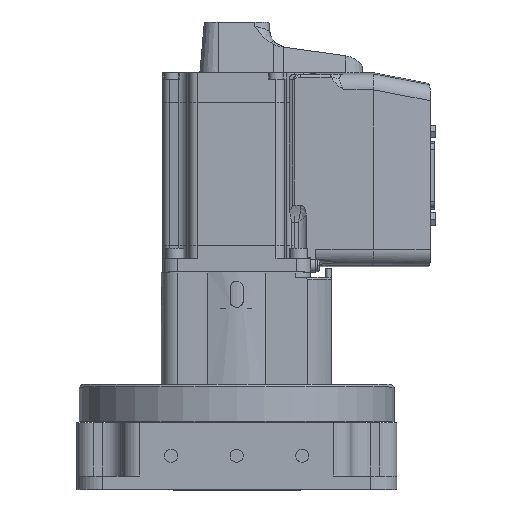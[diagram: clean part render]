
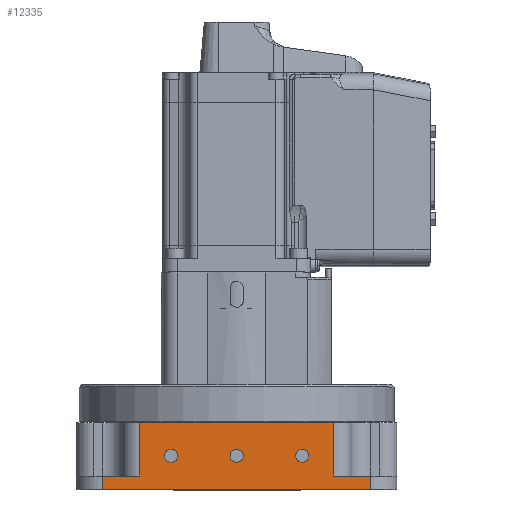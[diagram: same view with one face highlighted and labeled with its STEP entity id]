
A CAD part, top view. The second image highlights one B-rep face of the part: STEP entity #12335.
In plain terms, the highlighted planar face has unit normal (0, 0, 1).
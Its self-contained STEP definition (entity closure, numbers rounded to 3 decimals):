
#282 = AXIS2_PLACEMENT_3D ( 'NONE', #29472, #27146, #1444 ) ;
#527 = AXIS2_PLACEMENT_3D ( 'NONE', #23734, #23887, #25608 ) ;
#1096 = EDGE_CURVE ( 'NONE', #3558, #2151, #24109, .T. ) ;
#1444 = DIRECTION ( 'NONE',  ( 1., 0., 0. ) ) ;
#1614 = CARTESIAN_POINT ( 'NONE',  ( 37.1, 25.38, 61. ) ) ;
#1720 = CARTESIAN_POINT ( 'NONE',  ( 37.1, 5., 61. ) ) ;
#1911 = FACE_BOUND ( 'NONE', #8709, .T. ) ;
#2086 = CARTESIAN_POINT ( 'NONE',  ( 22.5, 12.7, 61. ) ) ;
#2151 = VERTEX_POINT ( 'NONE', #2716 ) ;
#2180 = CIRCLE ( 'NONE', #6128, 2.5 ) ;
#2323 = EDGE_CURVE ( 'NONE', #10350, #8019, #18557, .T. ) ;
#2438 = CARTESIAN_POINT ( 'NONE',  ( -37.1, 5., 61. ) ) ;
#2536 = EDGE_LOOP ( 'NONE', ( #16711, #9874 ) ) ;
#2716 = CARTESIAN_POINT ( 'NONE',  ( -37.1, 5., 61. ) ) ;
#3138 = DIRECTION ( 'NONE',  ( 1., 0., 0. ) ) ;
#3314 = ORIENTED_EDGE ( 'NONE', *, *, #1096, .T. ) ;
#3522 = CARTESIAN_POINT ( 'NONE',  ( -27.5, 12.7, 61. ) ) ;
#3558 = VERTEX_POINT ( 'NONE', #25923 ) ;
#3747 = EDGE_CURVE ( 'NONE', #19175, #15678, #2180, .T. ) ;
#4007 = DIRECTION ( 'NONE',  ( 1., 0., 0. ) ) ;
#4972 = EDGE_CURVE ( 'NONE', #15678, #19175, #19517, .T. ) ;
#5216 = AXIS2_PLACEMENT_3D ( 'NONE', #18775, #26966, #3138 ) ;
#5964 = CIRCLE ( 'NONE', #15842, 2.5 ) ;
#6119 = LINE ( 'NONE', #23143, #17944 ) ;
#6128 = AXIS2_PLACEMENT_3D ( 'NONE', #24952, #24655, #20142 ) ;
#6219 = VECTOR ( 'NONE', #17274, 1000. ) ;
#6400 = FACE_OUTER_BOUND ( 'NONE', #11802, .T. ) ;
#6644 = CARTESIAN_POINT ( 'NONE',  ( 25., 12.7, 61. ) ) ;
#7038 = CARTESIAN_POINT ( 'NONE',  ( 27.5, 12.7, 61. ) ) ;
#7580 = EDGE_CURVE ( 'NONE', #16812, #14920, #21125, .T. ) ;
#7740 = EDGE_CURVE ( 'NONE', #21176, #2151, #23641, .T. ) ;
#7808 = AXIS2_PLACEMENT_3D ( 'NONE', #6644, #13745, #4007 ) ;
#8019 = VERTEX_POINT ( 'NONE', #14432 ) ;
#8500 = VERTEX_POINT ( 'NONE', #23081 ) ;
#8709 = EDGE_LOOP ( 'NONE', ( #23563, #19621 ) ) ;
#9277 = DIRECTION ( 'NONE',  ( 1., 0., 0. ) ) ;
#9874 = ORIENTED_EDGE ( 'NONE', *, *, #2323, .F. ) ;
#10264 = EDGE_CURVE ( 'NONE', #3558, #16702, #17828, .T. ) ;
#10350 = VERTEX_POINT ( 'NONE', #15507 ) ;
#10471 = AXIS2_PLACEMENT_3D ( 'NONE', #28218, #23407, #21080 ) ;
#10878 = CARTESIAN_POINT ( 'NONE',  ( -51., 25.38, 61. ) ) ;
#11085 = VERTEX_POINT ( 'NONE', #17272 ) ;
#11389 = LINE ( 'NONE', #30286, #14212 ) ;
#11566 = EDGE_CURVE ( 'NONE', #14920, #16812, #27206, .T. ) ;
#11802 = EDGE_LOOP ( 'NONE', ( #14550, #26284, #3314, #20407, #18694, #15812, #25415, #27115 ) ) ;
#12335 = ADVANCED_FACE ( 'NONE', ( #16126, #23108, #1911, #6400 ), #22788, .F. ) ;
#13332 = LINE ( 'NONE', #1720, #26973 ) ;
#13390 = DIRECTION ( 'NONE',  ( 0., -1., 0. ) ) ;
#13745 = DIRECTION ( 'NONE',  ( 0., 0., 1. ) ) ;
#13852 = EDGE_CURVE ( 'NONE', #8500, #16111, #13332, .T. ) ;
#13886 = VECTOR ( 'NONE', #13390, 1000. ) ;
#14212 = VECTOR ( 'NONE', #16467, 1000. ) ;
#14411 = EDGE_CURVE ( 'NONE', #22875, #11085, #30477, .T. ) ;
#14432 = CARTESIAN_POINT ( 'NONE',  ( 2.5, 12.7, 61. ) ) ;
#14550 = ORIENTED_EDGE ( 'NONE', *, *, #21556, .F. ) ;
#14784 = EDGE_LOOP ( 'NONE', ( #19788, #24899 ) ) ;
#14920 = VERTEX_POINT ( 'NONE', #2086 ) ;
#15507 = CARTESIAN_POINT ( 'NONE',  ( -2.5, 12.7, 61. ) ) ;
#15678 = VERTEX_POINT ( 'NONE', #25027 ) ;
#15812 = ORIENTED_EDGE ( 'NONE', *, *, #14411, .T. ) ;
#15842 = AXIS2_PLACEMENT_3D ( 'NONE', #20903, #23080, #20748 ) ;
#15855 = DIRECTION ( 'NONE',  ( 0., -1., 0. ) ) ;
#16111 = VERTEX_POINT ( 'NONE', #22194 ) ;
#16126 = FACE_BOUND ( 'NONE', #14784, .T. ) ;
#16467 = DIRECTION ( 'NONE',  ( 0., -1., 0. ) ) ;
#16702 = VERTEX_POINT ( 'NONE', #1614 ) ;
#16711 = ORIENTED_EDGE ( 'NONE', *, *, #27288, .F. ) ;
#16804 = DIRECTION ( 'NONE',  ( 1., 0., 0. ) ) ;
#16812 = VERTEX_POINT ( 'NONE', #7038 ) ;
#17272 = CARTESIAN_POINT ( 'NONE',  ( 51., 0., 61. ) ) ;
#17274 = DIRECTION ( 'NONE',  ( 0., -1., 0. ) ) ;
#17828 = LINE ( 'NONE', #10878, #19777 ) ;
#17944 = VECTOR ( 'NONE', #15855, 1000. ) ;
#18023 = CARTESIAN_POINT ( 'NONE',  ( -51., 0., 61. ) ) ;
#18557 = CIRCLE ( 'NONE', #5216, 2.5 ) ;
#18694 = ORIENTED_EDGE ( 'NONE', *, *, #27063, .T. ) ;
#18775 = CARTESIAN_POINT ( 'NONE',  ( 0., 12.7, 61. ) ) ;
#19175 = VERTEX_POINT ( 'NONE', #3522 ) ;
#19517 = CIRCLE ( 'NONE', #282, 2.5 ) ;
#19621 = ORIENTED_EDGE ( 'NONE', *, *, #3747, .F. ) ;
#19777 = VECTOR ( 'NONE', #25263, 1000. ) ;
#19788 = ORIENTED_EDGE ( 'NONE', *, *, #7580, .F. ) ;
#20142 = DIRECTION ( 'NONE',  ( 1., 0., 0. ) ) ;
#20407 = ORIENTED_EDGE ( 'NONE', *, *, #7740, .F. ) ;
#20748 = DIRECTION ( 'NONE',  ( 1., 0., 0. ) ) ;
#20808 = LINE ( 'NONE', #25611, #13886 ) ;
#20903 = CARTESIAN_POINT ( 'NONE',  ( 0., 12.7, 61. ) ) ;
#21080 = DIRECTION ( 'NONE',  ( -1., 0., 0. ) ) ;
#21125 = CIRCLE ( 'NONE', #7808, 2.5 ) ;
#21176 = VERTEX_POINT ( 'NONE', #26939 ) ;
#21556 = EDGE_CURVE ( 'NONE', #16702, #8500, #6119, .T. ) ;
#21915 = CARTESIAN_POINT ( 'NONE',  ( -37.1, 36.8, 61. ) ) ;
#22194 = CARTESIAN_POINT ( 'NONE',  ( 51., 5., 61. ) ) ;
#22526 = VECTOR ( 'NONE', #9277, 1000. ) ;
#22614 = VECTOR ( 'NONE', #16804, 1000. ) ;
#22788 = PLANE ( 'NONE',  #10471 ) ;
#22875 = VERTEX_POINT ( 'NONE', #18023 ) ;
#23080 = DIRECTION ( 'NONE',  ( 0., 0., 1. ) ) ;
#23081 = CARTESIAN_POINT ( 'NONE',  ( 37.1, 5., 61. ) ) ;
#23108 = FACE_BOUND ( 'NONE', #2536, .T. ) ;
#23143 = CARTESIAN_POINT ( 'NONE',  ( 37.1, 36.8, 61. ) ) ;
#23407 = DIRECTION ( 'NONE',  ( 0., 0., -1. ) ) ;
#23563 = ORIENTED_EDGE ( 'NONE', *, *, #4972, .F. ) ;
#23641 = LINE ( 'NONE', #2438, #22614 ) ;
#23644 = CARTESIAN_POINT ( 'NONE',  ( -51., 0., 61. ) ) ;
#23734 = CARTESIAN_POINT ( 'NONE',  ( 25., 12.7, 61. ) ) ;
#23887 = DIRECTION ( 'NONE',  ( 0., 0., 1. ) ) ;
#23959 = EDGE_CURVE ( 'NONE', #16111, #11085, #11389, .T. ) ;
#24109 = LINE ( 'NONE', #21915, #6219 ) ;
#24655 = DIRECTION ( 'NONE',  ( 0., 0., 1. ) ) ;
#24899 = ORIENTED_EDGE ( 'NONE', *, *, #11566, .F. ) ;
#24952 = CARTESIAN_POINT ( 'NONE',  ( -25., 12.7, 61. ) ) ;
#25027 = CARTESIAN_POINT ( 'NONE',  ( -22.5, 12.7, 61. ) ) ;
#25263 = DIRECTION ( 'NONE',  ( 1., 0., 0. ) ) ;
#25415 = ORIENTED_EDGE ( 'NONE', *, *, #23959, .F. ) ;
#25608 = DIRECTION ( 'NONE',  ( 1., 0., 0. ) ) ;
#25611 = CARTESIAN_POINT ( 'NONE',  ( -51., 25.38, 61. ) ) ;
#25923 = CARTESIAN_POINT ( 'NONE',  ( -37.1, 25.38, 61. ) ) ;
#26284 = ORIENTED_EDGE ( 'NONE', *, *, #10264, .F. ) ;
#26939 = CARTESIAN_POINT ( 'NONE',  ( -51., 5., 61. ) ) ;
#26966 = DIRECTION ( 'NONE',  ( 0., 0., 1. ) ) ;
#26973 = VECTOR ( 'NONE', #29741, 1000. ) ;
#27063 = EDGE_CURVE ( 'NONE', #21176, #22875, #20808, .T. ) ;
#27115 = ORIENTED_EDGE ( 'NONE', *, *, #13852, .F. ) ;
#27146 = DIRECTION ( 'NONE',  ( 0., 0., 1. ) ) ;
#27206 = CIRCLE ( 'NONE', #527, 2.5 ) ;
#27288 = EDGE_CURVE ( 'NONE', #8019, #10350, #5964, .T. ) ;
#28218 = CARTESIAN_POINT ( 'NONE',  ( -51., 25.38, 61. ) ) ;
#29472 = CARTESIAN_POINT ( 'NONE',  ( -25., 12.7, 61. ) ) ;
#29741 = DIRECTION ( 'NONE',  ( 1., 0., 0. ) ) ;
#30286 = CARTESIAN_POINT ( 'NONE',  ( 51., 25.38, 61. ) ) ;
#30477 = LINE ( 'NONE', #23644, #22526 ) ;
